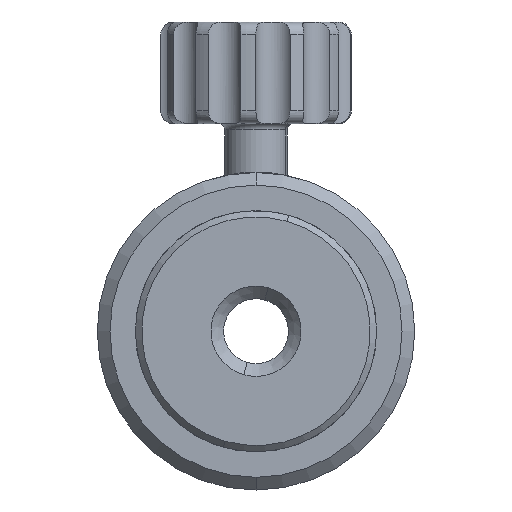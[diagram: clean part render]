
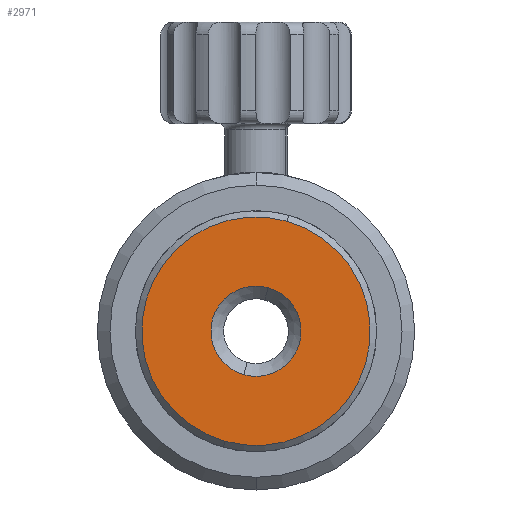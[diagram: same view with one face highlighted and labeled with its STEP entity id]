
A CAD part, front view. The second image highlights one B-rep face of the part: STEP entity #2971.
In plain terms, the highlighted planar face has unit normal (0, -1, 0).
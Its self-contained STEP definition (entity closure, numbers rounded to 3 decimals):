
#140 = DIRECTION ( 'NONE',  ( 0., 1., 0. ) ) ;
#157 = EDGE_LOOP ( 'NONE', ( #2789, #2471 ) ) ;
#209 = AXIS2_PLACEMENT_3D ( 'NONE', #2897, #633, #1186 ) ;
#211 = CARTESIAN_POINT ( 'NONE',  ( 2.451, -9.728, 8.66 ) ) ;
#238 = FACE_BOUND ( 'NONE', #1563, .T. ) ;
#413 = AXIS2_PLACEMENT_3D ( 'NONE', #2075, #2365, #1168 ) ;
#569 = EDGE_CURVE ( 'NONE', #3280, #3677, #2069, .T. ) ;
#633 = DIRECTION ( 'NONE',  ( 0., -1., 0. ) ) ;
#674 = DIRECTION ( 'NONE',  ( 0., 1., 0. ) ) ;
#740 = DIRECTION ( 'NONE',  ( 0.272, 0., 0.962 ) ) ;
#875 = FACE_OUTER_BOUND ( 'NONE', #157, .T. ) ;
#1031 = ORIENTED_EDGE ( 'NONE', *, *, #569, .T. ) ;
#1053 = CIRCLE ( 'NONE', #413, 3.553 ) ;
#1090 = AXIS2_PLACEMENT_3D ( 'NONE', #3273, #674, #2999 ) ;
#1168 = DIRECTION ( 'NONE',  ( 0.272, 0., 0.962 ) ) ;
#1186 = DIRECTION ( 'NONE',  ( 0.272, 0., 0.962 ) ) ;
#1211 = VERTEX_POINT ( 'NONE', #3679 ) ;
#1367 = CIRCLE ( 'NONE', #2415, 9. ) ;
#1563 = EDGE_LOOP ( 'NONE', ( #3044, #1031 ) ) ;
#1856 = CIRCLE ( 'NONE', #209, 9. ) ;
#1946 = VERTEX_POINT ( 'NONE', #211 ) ;
#2069 = CIRCLE ( 'NONE', #1090, 3.553 ) ;
#2075 = CARTESIAN_POINT ( 'NONE',  ( 0., -9.728, 0. ) ) ;
#2079 = EDGE_CURVE ( 'NONE', #1946, #1211, #1367, .T. ) ;
#2180 = EDGE_CURVE ( 'NONE', #3677, #3280, #1053, .T. ) ;
#2277 = DIRECTION ( 'NONE',  ( 0.272, 0., 0.962 ) ) ;
#2365 = DIRECTION ( 'NONE',  ( 0., 1., 0. ) ) ;
#2415 = AXIS2_PLACEMENT_3D ( 'NONE', #3136, #3732, #2277 ) ;
#2460 = CARTESIAN_POINT ( 'NONE',  ( 0., -9.728, 0. ) ) ;
#2471 = ORIENTED_EDGE ( 'NONE', *, *, #3272, .T. ) ;
#2636 = CARTESIAN_POINT ( 'NONE',  ( 0.967, -9.728, 3.418 ) ) ;
#2789 = ORIENTED_EDGE ( 'NONE', *, *, #2079, .T. ) ;
#2897 = CARTESIAN_POINT ( 'NONE',  ( 0., -9.728, 0. ) ) ;
#2971 = ADVANCED_FACE ( 'NONE', ( #238, #875 ), #3573, .F. ) ;
#2999 = DIRECTION ( 'NONE',  ( 0.272, 0., 0.962 ) ) ;
#3044 = ORIENTED_EDGE ( 'NONE', *, *, #2180, .T. ) ;
#3136 = CARTESIAN_POINT ( 'NONE',  ( 0., -9.728, 0. ) ) ;
#3178 = AXIS2_PLACEMENT_3D ( 'NONE', #2460, #140, #740 ) ;
#3272 = EDGE_CURVE ( 'NONE', #1211, #1946, #1856, .T. ) ;
#3273 = CARTESIAN_POINT ( 'NONE',  ( 0., -9.728, 0. ) ) ;
#3280 = VERTEX_POINT ( 'NONE', #2636 ) ;
#3573 = PLANE ( 'NONE',  #3178 ) ;
#3593 = CARTESIAN_POINT ( 'NONE',  ( -0.967, -9.728, -3.418 ) ) ;
#3677 = VERTEX_POINT ( 'NONE', #3593 ) ;
#3679 = CARTESIAN_POINT ( 'NONE',  ( -2.451, -9.728, -8.66 ) ) ;
#3732 = DIRECTION ( 'NONE',  ( 0., -1., 0. ) ) ;
